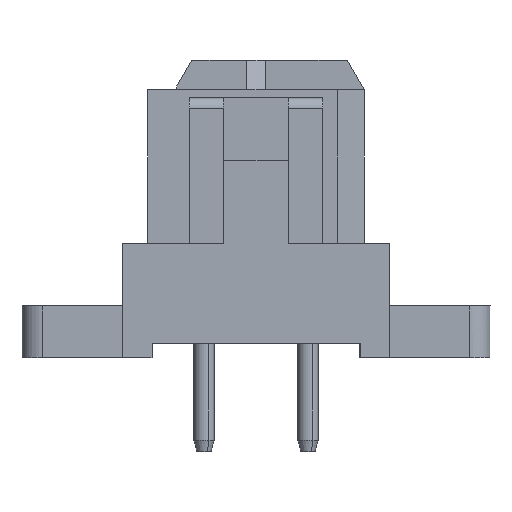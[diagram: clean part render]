
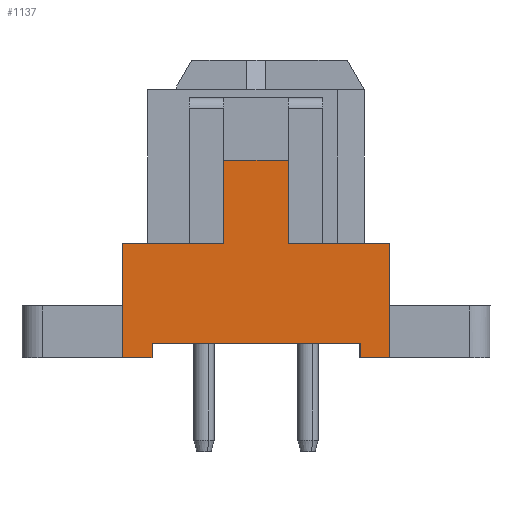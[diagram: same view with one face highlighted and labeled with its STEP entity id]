
A CAD part, front view. The second image highlights one B-rep face of the part: STEP entity #1137.
In plain terms, the highlighted planar face has unit normal (0, -1, 0).
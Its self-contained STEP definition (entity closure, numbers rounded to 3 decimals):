
#1030=AXIS2_PLACEMENT_3D('Plane Axis2P3D',#1027,#1028,#1029) ;
#601=CARTESIAN_POINT('Line Origine',(16.05,1.5,10.)) ;
#605=CARTESIAN_POINT('Vertex',(14.45,1.5,10.)) ;
#607=CARTESIAN_POINT('Vertex',(17.65,1.5,10.)) ;
#1027=CARTESIAN_POINT('Axis2P3D Location',(4.85,1.5,1.3)) ;
#1032=CARTESIAN_POINT('Line Origine',(16.95,1.5,4.5)) ;
#1036=CARTESIAN_POINT('Vertex',(16.25,1.5,4.5)) ;
#1038=CARTESIAN_POINT('Vertex',(17.65,1.5,4.5)) ;
#1041=CARTESIAN_POINT('Line Origine',(17.65,1.5,7.25)) ;
#1046=CARTESIAN_POINT('Line Origine',(13.625,1.5,10.)) ;
#1050=CARTESIAN_POINT('Vertex',(12.8,1.5,10.)) ;
#1053=CARTESIAN_POINT('Line Origine',(12.8,1.5,12.231)) ;
#1057=CARTESIAN_POINT('Vertex',(12.8,1.5,14.462)) ;
#1060=CARTESIAN_POINT('Line Origine',(11.25,1.5,14.462)) ;
#1064=CARTESIAN_POINT('Vertex',(9.7,1.5,14.462)) ;
#1067=CARTESIAN_POINT('Line Origine',(9.7,1.5,12.231)) ;
#1071=CARTESIAN_POINT('Vertex',(9.7,1.5,10.)) ;
#1074=CARTESIAN_POINT('Line Origine',(8.875,1.5,10.)) ;
#1078=CARTESIAN_POINT('Vertex',(8.05,1.5,10.)) ;
#1081=CARTESIAN_POINT('Line Origine',(6.45,1.5,10.)) ;
#1085=CARTESIAN_POINT('Vertex',(4.85,1.5,10.)) ;
#1088=CARTESIAN_POINT('Line Origine',(4.85,1.5,7.25)) ;
#1092=CARTESIAN_POINT('Vertex',(4.85,1.5,4.5)) ;
#1095=CARTESIAN_POINT('Line Origine',(5.55,1.5,4.5)) ;
#1099=CARTESIAN_POINT('Vertex',(6.25,1.5,4.5)) ;
#1102=CARTESIAN_POINT('Line Origine',(6.25,1.5,4.85)) ;
#1106=CARTESIAN_POINT('Vertex',(6.25,1.5,5.2)) ;
#1109=CARTESIAN_POINT('Line Origine',(11.25,1.5,5.2)) ;
#1113=CARTESIAN_POINT('Vertex',(16.25,1.5,5.2)) ;
#1116=CARTESIAN_POINT('Line Origine',(16.25,1.5,4.85)) ;
#602=DIRECTION('Vector Direction',(1.,0.,0.)) ;
#1028=DIRECTION('Axis2P3D Direction',(0.,-1.,0.)) ;
#1029=DIRECTION('Axis2P3D XDirection',(1.,0.,0.)) ;
#1033=DIRECTION('Vector Direction',(1.,0.,0.)) ;
#1042=DIRECTION('Vector Direction',(0.,0.,1.)) ;
#1047=DIRECTION('Vector Direction',(1.,0.,0.)) ;
#1054=DIRECTION('Vector Direction',(0.,0.,1.)) ;
#1061=DIRECTION('Vector Direction',(1.,0.,0.)) ;
#1068=DIRECTION('Vector Direction',(0.,0.,1.)) ;
#1075=DIRECTION('Vector Direction',(1.,0.,0.)) ;
#1082=DIRECTION('Vector Direction',(1.,0.,0.)) ;
#1089=DIRECTION('Vector Direction',(0.,0.,1.)) ;
#1096=DIRECTION('Vector Direction',(1.,0.,0.)) ;
#1103=DIRECTION('Vector Direction',(0.,0.,1.)) ;
#1110=DIRECTION('Vector Direction',(-1.,0.,0.)) ;
#1117=DIRECTION('Vector Direction',(0.,0.,1.)) ;
#603=VECTOR('Line Direction',#602,1.) ;
#1034=VECTOR('Line Direction',#1033,1.) ;
#1043=VECTOR('Line Direction',#1042,1.) ;
#1048=VECTOR('Line Direction',#1047,1.) ;
#1055=VECTOR('Line Direction',#1054,1.) ;
#1062=VECTOR('Line Direction',#1061,1.) ;
#1069=VECTOR('Line Direction',#1068,1.) ;
#1076=VECTOR('Line Direction',#1075,1.) ;
#1083=VECTOR('Line Direction',#1082,1.) ;
#1090=VECTOR('Line Direction',#1089,1.) ;
#1097=VECTOR('Line Direction',#1096,1.) ;
#1104=VECTOR('Line Direction',#1103,1.) ;
#1111=VECTOR('Line Direction',#1110,1.) ;
#1118=VECTOR('Line Direction',#1117,1.) ;
#1122=ORIENTED_EDGE('',*,*,#1040,.T.) ;
#1123=ORIENTED_EDGE('',*,*,#1045,.T.) ;
#1124=ORIENTED_EDGE('',*,*,#609,.F.) ;
#1125=ORIENTED_EDGE('',*,*,#1052,.F.) ;
#1126=ORIENTED_EDGE('',*,*,#1059,.F.) ;
#1127=ORIENTED_EDGE('',*,*,#1066,.F.) ;
#1128=ORIENTED_EDGE('',*,*,#1073,.T.) ;
#1129=ORIENTED_EDGE('',*,*,#1080,.F.) ;
#1130=ORIENTED_EDGE('',*,*,#1087,.F.) ;
#1131=ORIENTED_EDGE('',*,*,#1094,.F.) ;
#1132=ORIENTED_EDGE('',*,*,#1101,.T.) ;
#1133=ORIENTED_EDGE('',*,*,#1108,.T.) ;
#1134=ORIENTED_EDGE('',*,*,#1115,.F.) ;
#1135=ORIENTED_EDGE('',*,*,#1120,.F.) ;
#1137=ADVANCED_FACE('HOUSING',(#1136),#1031,.T.) ;
#609=EDGE_CURVE('',#606,#608,#604,.T.) ;
#1040=EDGE_CURVE('',#1037,#1039,#1035,.T.) ;
#1045=EDGE_CURVE('',#1039,#608,#1044,.T.) ;
#1052=EDGE_CURVE('',#1051,#606,#1049,.T.) ;
#1059=EDGE_CURVE('',#1058,#1051,#1056,.F.) ;
#1066=EDGE_CURVE('',#1065,#1058,#1063,.T.) ;
#1073=EDGE_CURVE('',#1065,#1072,#1070,.F.) ;
#1080=EDGE_CURVE('',#1079,#1072,#1077,.T.) ;
#1087=EDGE_CURVE('',#1086,#1079,#1084,.T.) ;
#1094=EDGE_CURVE('',#1093,#1086,#1091,.T.) ;
#1101=EDGE_CURVE('',#1093,#1100,#1098,.T.) ;
#1108=EDGE_CURVE('',#1100,#1107,#1105,.T.) ;
#1115=EDGE_CURVE('',#1114,#1107,#1112,.T.) ;
#1120=EDGE_CURVE('',#1037,#1114,#1119,.T.) ;
#1121=EDGE_LOOP('',(#1122,#1123,#1124,#1125,#1126,#1127,#1128,#1129,#1130,#1131,#1132,#1133,#1134,#1135)) ;
#1136=FACE_OUTER_BOUND('',#1121,.T.) ;
#604=LINE('Line',#601,#603) ;
#1035=LINE('Line',#1032,#1034) ;
#1044=LINE('Line',#1041,#1043) ;
#1049=LINE('Line',#1046,#1048) ;
#1056=LINE('Line',#1053,#1055) ;
#1063=LINE('Line',#1060,#1062) ;
#1070=LINE('Line',#1067,#1069) ;
#1077=LINE('Line',#1074,#1076) ;
#1084=LINE('Line',#1081,#1083) ;
#1091=LINE('Line',#1088,#1090) ;
#1098=LINE('Line',#1095,#1097) ;
#1105=LINE('Line',#1102,#1104) ;
#1112=LINE('Line',#1109,#1111) ;
#1119=LINE('Line',#1116,#1118) ;
#1031=PLANE('',#1030) ;
#606=VERTEX_POINT('',#605) ;
#608=VERTEX_POINT('',#607) ;
#1037=VERTEX_POINT('',#1036) ;
#1039=VERTEX_POINT('',#1038) ;
#1051=VERTEX_POINT('',#1050) ;
#1058=VERTEX_POINT('',#1057) ;
#1065=VERTEX_POINT('',#1064) ;
#1072=VERTEX_POINT('',#1071) ;
#1079=VERTEX_POINT('',#1078) ;
#1086=VERTEX_POINT('',#1085) ;
#1093=VERTEX_POINT('',#1092) ;
#1100=VERTEX_POINT('',#1099) ;
#1107=VERTEX_POINT('',#1106) ;
#1114=VERTEX_POINT('',#1113) ;
